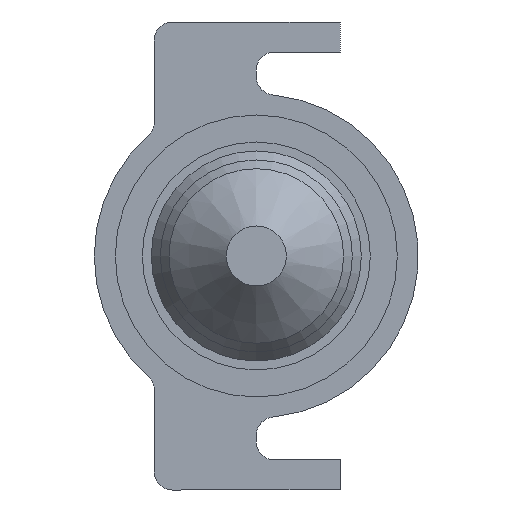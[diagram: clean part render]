
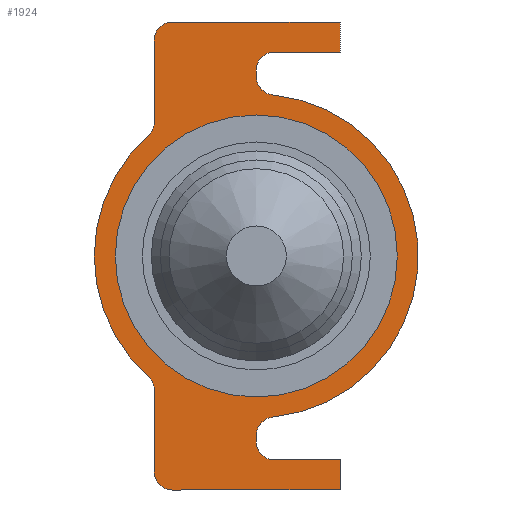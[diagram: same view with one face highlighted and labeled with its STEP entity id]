
A CAD part, left-side view. The second image highlights one B-rep face of the part: STEP entity #1924.
In plain terms, the highlighted planar face has unit normal (-1, 0, 0).
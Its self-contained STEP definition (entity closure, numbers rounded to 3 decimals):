
#21=FACE_BOUND('',#384,.T.);
#106=PLANE('',#2203);
#263=FACE_OUTER_BOUND('',#383,.T.);
#383=EDGE_LOOP('',(#1785,#1786,#1787,#1788,#1789,#1790,#1791,#1792,#1793,
#1794,#1795,#1796,#1797,#1798,#1799,#1800,#1801,#1802,#1803,#1804));
#384=EDGE_LOOP('',(#1805,#1806));
#487=LINE('',#3320,#624);
#491=LINE('',#3332,#628);
#496=LINE('',#3341,#633);
#497=LINE('',#3344,#634);
#502=LINE('',#3358,#639);
#509=LINE('',#3383,#646);
#511=LINE('',#3392,#648);
#515=LINE('',#3400,#652);
#517=LINE('',#3404,#654);
#521=LINE('',#3415,#658);
#624=VECTOR('',#2738,1000.);
#628=VECTOR('',#2750,1000.);
#633=VECTOR('',#2757,1000.);
#634=VECTOR('',#2760,1000.);
#639=VECTOR('',#2773,1000.);
#646=VECTOR('',#2800,1000.);
#648=VECTOR('',#2810,1000.);
#652=VECTOR('',#2816,1000.);
#654=VECTOR('',#2820,1000.);
#658=VECTOR('',#2832,1000.);
#774=CIRCLE('',#2156,2.35);
#775=CIRCLE('',#2157,2.35);
#776=CIRCLE('',#2163,0.3);
#778=CIRCLE('',#2166,2.7);
#780=CIRCLE('',#2169,0.3);
#782=CIRCLE('',#2173,0.3);
#784=CIRCLE('',#2179,0.3);
#786=CIRCLE('',#2183,0.3);
#788=CIRCLE('',#2186,2.7);
#790=CIRCLE('',#2189,0.3);
#792=CIRCLE('',#2193,0.3);
#794=CIRCLE('',#2199,0.3);
#948=VERTEX_POINT('',#3288);
#949=VERTEX_POINT('',#3290);
#950=VERTEX_POINT('',#3298);
#951=VERTEX_POINT('',#3299);
#954=VERTEX_POINT('',#3307);
#956=VERTEX_POINT('',#3313);
#958=VERTEX_POINT('',#3319);
#960=VERTEX_POINT('',#3325);
#962=VERTEX_POINT('',#3331);
#965=VERTEX_POINT('',#3339);
#966=VERTEX_POINT('',#3343);
#968=VERTEX_POINT('',#3349);
#970=VERTEX_POINT('',#3355);
#972=VERTEX_POINT('',#3361);
#974=VERTEX_POINT('',#3367);
#976=VERTEX_POINT('',#3373);
#979=VERTEX_POINT('',#3381);
#980=VERTEX_POINT('',#3385);
#982=VERTEX_POINT('',#3391);
#984=VERTEX_POINT('',#3397);
#986=VERTEX_POINT('',#3403);
#988=VERTEX_POINT('',#3409);
#1201=EDGE_CURVE('',#948,#949,#774,.T.);
#1202=EDGE_CURVE('',#949,#948,#775,.T.);
#1203=EDGE_CURVE('',#950,#951,#776,.T.);
#1207=EDGE_CURVE('',#951,#954,#778,.T.);
#1210=EDGE_CURVE('',#954,#956,#780,.T.);
#1213=EDGE_CURVE('',#956,#958,#487,.T.);
#1216=EDGE_CURVE('',#958,#960,#782,.T.);
#1219=EDGE_CURVE('',#960,#962,#491,.T.);
#1224=EDGE_CURVE('',#962,#965,#496,.T.);
#1225=EDGE_CURVE('',#965,#966,#497,.T.);
#1228=EDGE_CURVE('',#966,#968,#784,.T.);
#1232=EDGE_CURVE('',#968,#970,#502,.T.);
#1234=EDGE_CURVE('',#970,#972,#786,.T.);
#1237=EDGE_CURVE('',#972,#974,#788,.T.);
#1240=EDGE_CURVE('',#974,#976,#790,.T.);
#1245=EDGE_CURVE('',#976,#979,#509,.T.);
#1246=EDGE_CURVE('',#979,#980,#792,.T.);
#1249=EDGE_CURVE('',#980,#982,#511,.T.);
#1253=EDGE_CURVE('',#982,#984,#515,.T.);
#1255=EDGE_CURVE('',#984,#986,#517,.T.);
#1258=EDGE_CURVE('',#986,#988,#794,.T.);
#1261=EDGE_CURVE('',#988,#950,#521,.T.);
#1785=ORIENTED_EDGE('',*,*,#1224,.T.);
#1786=ORIENTED_EDGE('',*,*,#1225,.T.);
#1787=ORIENTED_EDGE('',*,*,#1228,.T.);
#1788=ORIENTED_EDGE('',*,*,#1232,.T.);
#1789=ORIENTED_EDGE('',*,*,#1234,.T.);
#1790=ORIENTED_EDGE('',*,*,#1237,.T.);
#1791=ORIENTED_EDGE('',*,*,#1240,.T.);
#1792=ORIENTED_EDGE('',*,*,#1245,.T.);
#1793=ORIENTED_EDGE('',*,*,#1246,.T.);
#1794=ORIENTED_EDGE('',*,*,#1249,.T.);
#1795=ORIENTED_EDGE('',*,*,#1253,.T.);
#1796=ORIENTED_EDGE('',*,*,#1255,.T.);
#1797=ORIENTED_EDGE('',*,*,#1258,.T.);
#1798=ORIENTED_EDGE('',*,*,#1261,.T.);
#1799=ORIENTED_EDGE('',*,*,#1203,.T.);
#1800=ORIENTED_EDGE('',*,*,#1207,.T.);
#1801=ORIENTED_EDGE('',*,*,#1210,.T.);
#1802=ORIENTED_EDGE('',*,*,#1213,.T.);
#1803=ORIENTED_EDGE('',*,*,#1216,.T.);
#1804=ORIENTED_EDGE('',*,*,#1219,.T.);
#1805=ORIENTED_EDGE('',*,*,#1202,.F.);
#1806=ORIENTED_EDGE('',*,*,#1201,.F.);
#1924=ADVANCED_FACE('',(#263,#21),#106,.F.);
#2156=AXIS2_PLACEMENT_3D('',#3291,#2702,#2703);
#2157=AXIS2_PLACEMENT_3D('',#3292,#2704,#2705);
#2163=AXIS2_PLACEMENT_3D('',#3300,#2716,#2717);
#2166=AXIS2_PLACEMENT_3D('',#3308,#2724,#2725);
#2169=AXIS2_PLACEMENT_3D('',#3314,#2731,#2732);
#2173=AXIS2_PLACEMENT_3D('',#3326,#2743,#2744);
#2179=AXIS2_PLACEMENT_3D('',#3350,#2765,#2766);
#2183=AXIS2_PLACEMENT_3D('',#3362,#2777,#2778);
#2186=AXIS2_PLACEMENT_3D('',#3368,#2784,#2785);
#2189=AXIS2_PLACEMENT_3D('',#3374,#2791,#2792);
#2193=AXIS2_PLACEMENT_3D('',#3386,#2803,#2804);
#2199=AXIS2_PLACEMENT_3D('',#3410,#2825,#2826);
#2203=AXIS2_PLACEMENT_3D('',#3418,#2836,#2837);
#2702=DIRECTION('center_axis',(-1.,0.,0.));
#2703=DIRECTION('ref_axis',(0.,0.,1.));
#2704=DIRECTION('center_axis',(-1.,0.,0.));
#2705=DIRECTION('ref_axis',(0.,0.,1.));
#2716=DIRECTION('center_axis',(1.,0.,0.));
#2717=DIRECTION('ref_axis',(0.,0.,-1.));
#2724=DIRECTION('center_axis',(-1.,0.,0.));
#2725=DIRECTION('ref_axis',(0.,0.,-1.));
#2731=DIRECTION('center_axis',(1.,0.,0.));
#2732=DIRECTION('ref_axis',(0.,0.,-1.));
#2738=DIRECTION('',(0.,0.,1.));
#2743=DIRECTION('center_axis',(1.,0.,0.));
#2744=DIRECTION('ref_axis',(0.,0.,-1.));
#2750=DIRECTION('',(0.,-1.,0.));
#2757=DIRECTION('',(0.,0.,1.));
#2760=DIRECTION('',(0.,1.,0.));
#2765=DIRECTION('center_axis',(-1.,0.,0.));
#2766=DIRECTION('ref_axis',(0.,0.,-1.));
#2773=DIRECTION('',(0.,0.,-1.));
#2777=DIRECTION('center_axis',(1.,0.,0.));
#2778=DIRECTION('ref_axis',(0.,0.,-1.));
#2784=DIRECTION('center_axis',(-1.,0.,0.));
#2785=DIRECTION('ref_axis',(0.,0.,-1.));
#2791=DIRECTION('center_axis',(1.,0.,0.));
#2792=DIRECTION('ref_axis',(0.,0.,-1.));
#2800=DIRECTION('',(0.,0.,-1.));
#2803=DIRECTION('center_axis',(-1.,0.,0.));
#2804=DIRECTION('ref_axis',(0.,0.,-1.));
#2810=DIRECTION('',(0.,-1.,0.));
#2816=DIRECTION('',(0.,0.,1.));
#2820=DIRECTION('',(0.,1.,0.));
#2825=DIRECTION('center_axis',(1.,0.,0.));
#2826=DIRECTION('ref_axis',(0.,0.,-1.));
#2832=DIRECTION('',(0.,0.,1.));
#2836=DIRECTION('center_axis',(1.,0.,0.));
#2837=DIRECTION('ref_axis',(0.,0.,-1.));
#3288=CARTESIAN_POINT('',(25.186,25.254,-2.35));
#3290=CARTESIAN_POINT('',(25.186,25.254,2.35));
#3291=CARTESIAN_POINT('Origin',(25.186,25.254,0.));
#3292=CARTESIAN_POINT('Origin',(25.186,25.254,0.));
#3298=CARTESIAN_POINT('',(25.186,25.254,-2.985));
#3299=CARTESIAN_POINT('',(25.186,24.984,-2.686));
#3300=CARTESIAN_POINT('Origin',(25.186,24.954,-2.985));
#3307=CARTESIAN_POINT('',(25.186,24.984,2.686));
#3308=CARTESIAN_POINT('Origin',(25.186,25.254,0.));
#3313=CARTESIAN_POINT('',(25.186,25.254,2.985));
#3314=CARTESIAN_POINT('Origin',(25.186,24.954,2.985));
#3319=CARTESIAN_POINT('',(25.186,25.254,3.1));
#3320=CARTESIAN_POINT('',(25.186,25.254,3.1));
#3325=CARTESIAN_POINT('',(25.186,24.954,3.4));
#3326=CARTESIAN_POINT('Origin',(25.186,24.954,3.1));
#3331=CARTESIAN_POINT('',(25.186,23.854,3.4));
#3332=CARTESIAN_POINT('',(25.186,23.854,3.4));
#3339=CARTESIAN_POINT('',(25.186,23.854,3.9));
#3341=CARTESIAN_POINT('',(25.186,23.854,3.9));
#3343=CARTESIAN_POINT('',(25.186,26.654,3.9));
#3344=CARTESIAN_POINT('',(25.186,26.654,3.9));
#3349=CARTESIAN_POINT('',(25.186,26.954,3.6));
#3350=CARTESIAN_POINT('Origin',(25.186,26.654,3.6));
#3355=CARTESIAN_POINT('',(25.186,26.954,2.236));
#3358=CARTESIAN_POINT('',(25.186,26.954,2.236));
#3361=CARTESIAN_POINT('',(25.186,27.054,2.012));
#3362=CARTESIAN_POINT('Origin',(25.186,27.254,2.236));
#3367=CARTESIAN_POINT('',(25.186,27.054,-2.012));
#3368=CARTESIAN_POINT('Origin',(25.186,25.254,0.));
#3373=CARTESIAN_POINT('',(25.186,26.954,-2.236));
#3374=CARTESIAN_POINT('Origin',(25.186,27.254,-2.236));
#3381=CARTESIAN_POINT('',(25.186,26.954,-3.6));
#3383=CARTESIAN_POINT('',(25.186,26.954,-3.6));
#3385=CARTESIAN_POINT('',(25.186,26.654,-3.9));
#3386=CARTESIAN_POINT('Origin',(25.186,26.654,-3.6));
#3391=CARTESIAN_POINT('',(25.186,23.854,-3.9));
#3392=CARTESIAN_POINT('',(25.186,23.854,-3.9));
#3397=CARTESIAN_POINT('',(25.186,23.854,-3.4));
#3400=CARTESIAN_POINT('',(25.186,23.854,-3.4));
#3403=CARTESIAN_POINT('',(25.186,24.954,-3.4));
#3404=CARTESIAN_POINT('',(25.186,24.954,-3.4));
#3409=CARTESIAN_POINT('',(25.186,25.254,-3.1));
#3410=CARTESIAN_POINT('Origin',(25.186,24.954,-3.1));
#3415=CARTESIAN_POINT('',(25.186,25.254,-2.985));
#3418=CARTESIAN_POINT('Origin',(25.186,0.,0.));
